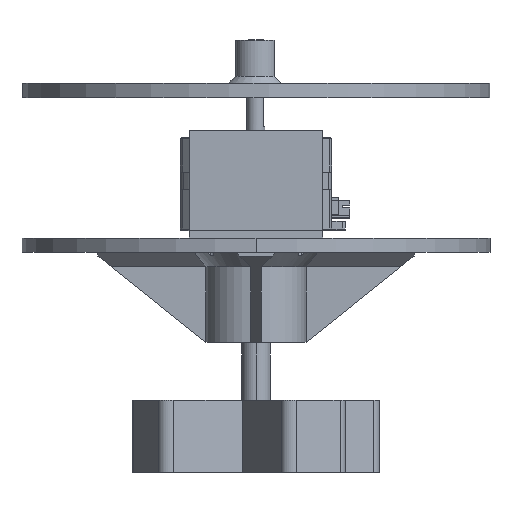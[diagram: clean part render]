
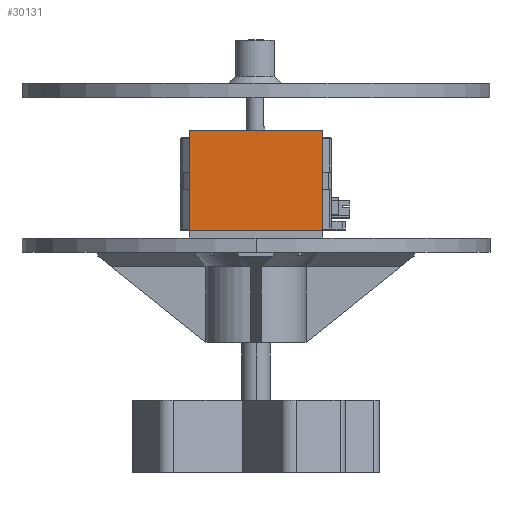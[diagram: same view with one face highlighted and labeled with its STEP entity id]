
A CAD part, left-side view. The second image highlights one B-rep face of the part: STEP entity #30131.
In plain terms, the highlighted planar face has unit normal (-1, 0, 0).
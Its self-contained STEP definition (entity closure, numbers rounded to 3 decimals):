
#356 = CARTESIAN_POINT ( 'NONE',  ( -23.5, 18.5, 34. ) ) ;
#3166 = DIRECTION ( 'NONE',  ( 0., 1., 0. ) ) ;
#3212 = ORIENTED_EDGE ( 'NONE', *, *, #16575, .T. ) ;
#4159 = EDGE_CURVE ( 'NONE', #29107, #11663, #17902, .T. ) ;
#5398 = DIRECTION ( 'NONE',  ( 0., 0., -1. ) ) ;
#5738 = DIRECTION ( 'NONE',  ( 1., 0., 0. ) ) ;
#7160 = VECTOR ( 'NONE', #16874, 1000. ) ;
#7511 = VECTOR ( 'NONE', #24239, 1000. ) ;
#10734 = VECTOR ( 'NONE', #22328, 1000. ) ;
#10921 = PLANE ( 'NONE',  #34795 ) ;
#11663 = VERTEX_POINT ( 'NONE', #23975 ) ;
#12804 = VERTEX_POINT ( 'NONE', #25883 ) ;
#12824 = CARTESIAN_POINT ( 'NONE',  ( -23.5, 18.5, 6. ) ) ;
#12978 = LINE ( 'NONE', #20891, #7511 ) ;
#13351 = VERTEX_POINT ( 'NONE', #12824 ) ;
#14292 = LINE ( 'NONE', #16650, #7160 ) ;
#14305 = CARTESIAN_POINT ( 'NONE',  ( -23.5, -18.5, 34. ) ) ;
#16225 = ORIENTED_EDGE ( 'NONE', *, *, #4159, .F. ) ;
#16575 = EDGE_CURVE ( 'NONE', #13351, #11663, #14292, .T. ) ;
#16650 = CARTESIAN_POINT ( 'NONE',  ( -23.5, 18.5, 6. ) ) ;
#16727 = VECTOR ( 'NONE', #5398, 1000. ) ;
#16874 = DIRECTION ( 'NONE',  ( 0., -1., 0. ) ) ;
#17902 = LINE ( 'NONE', #14305, #10734 ) ;
#20891 = CARTESIAN_POINT ( 'NONE',  ( -23.5, -18.5, 34. ) ) ;
#22328 = DIRECTION ( 'NONE',  ( 0., 0., -1. ) ) ;
#23975 = CARTESIAN_POINT ( 'NONE',  ( -23.5, -18.5, 6. ) ) ;
#24239 = DIRECTION ( 'NONE',  ( 0., -1., 0. ) ) ;
#24696 = ORIENTED_EDGE ( 'NONE', *, *, #30552, .T. ) ;
#25174 = FACE_OUTER_BOUND ( 'NONE', #32251, .T. ) ;
#25883 = CARTESIAN_POINT ( 'NONE',  ( -23.5, 18.5, 34. ) ) ;
#27027 = ORIENTED_EDGE ( 'NONE', *, *, #29561, .F. ) ;
#27134 = CARTESIAN_POINT ( 'NONE',  ( -23.5, -18.5, 34. ) ) ;
#27646 = LINE ( 'NONE', #356, #16727 ) ;
#29107 = VERTEX_POINT ( 'NONE', #34351 ) ;
#29561 = EDGE_CURVE ( 'NONE', #12804, #29107, #12978, .T. ) ;
#30131 = ADVANCED_FACE ( 'NONE', ( #25174 ), #10921, .F. ) ;
#30552 = EDGE_CURVE ( 'NONE', #12804, #13351, #27646, .T. ) ;
#32251 = EDGE_LOOP ( 'NONE', ( #24696, #3212, #16225, #27027 ) ) ;
#34351 = CARTESIAN_POINT ( 'NONE',  ( -23.5, -18.5, 34. ) ) ;
#34795 = AXIS2_PLACEMENT_3D ( 'NONE', #27134, #5738, #3166 ) ;
